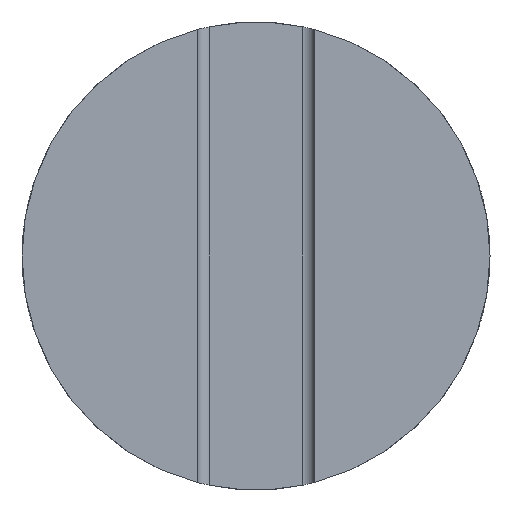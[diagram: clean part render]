
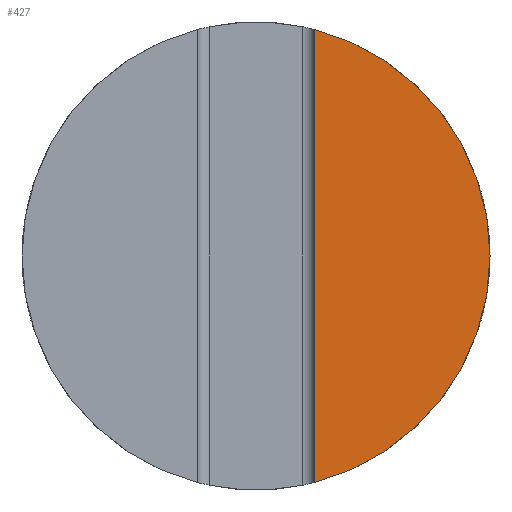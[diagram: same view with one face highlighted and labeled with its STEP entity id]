
A CAD part, front view. The second image highlights one B-rep face of the part: STEP entity #427.
In plain terms, the highlighted planar face has unit normal (0, -1, 0).
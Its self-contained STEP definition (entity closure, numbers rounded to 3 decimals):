
#92 = VERTEX_POINT('',#93);
#93 = CARTESIAN_POINT('',(10.,-15.,0.));
#99 = EDGE_CURVE('',#92,#100,#102,.T.);
#100 = VERTEX_POINT('',#101);
#101 = CARTESIAN_POINT('',(2.5,-15.,9.682));
#102 = CIRCLE('',#103,10.);
#103 = AXIS2_PLACEMENT_3D('',#104,#105,#106);
#104 = CARTESIAN_POINT('',(0.,-15.,0.));
#105 = DIRECTION('',(0.,-1.,0.));
#106 = DIRECTION('',(1.,0.,0.));
#222 = VERTEX_POINT('',#223);
#223 = CARTESIAN_POINT('',(2.5,-15.,-9.682));
#229 = EDGE_CURVE('',#222,#92,#230,.T.);
#230 = CIRCLE('',#231,10.);
#231 = AXIS2_PLACEMENT_3D('',#232,#233,#234);
#232 = CARTESIAN_POINT('',(0.,-15.,0.));
#233 = DIRECTION('',(0.,-1.,0.));
#234 = DIRECTION('',(1.,0.,0.));
#427 = ADVANCED_FACE('',(#428),#438,.F.);
#428 = FACE_BOUND('',#429,.F.);
#429 = EDGE_LOOP('',(#430,#431,#432));
#430 = ORIENTED_EDGE('',*,*,#99,.F.);
#431 = ORIENTED_EDGE('',*,*,#229,.F.);
#432 = ORIENTED_EDGE('',*,*,#433,.F.);
#433 = EDGE_CURVE('',#100,#222,#434,.T.);
#434 = LINE('',#435,#436);
#435 = CARTESIAN_POINT('',(2.5,-15.,12.61));
#436 = VECTOR('',#437,1.);
#437 = DIRECTION('',(0.,0.,-1.));
#438 = PLANE('',#439);
#439 = AXIS2_PLACEMENT_3D('',#440,#441,#442);
#440 = CARTESIAN_POINT('',(0.,-15.,0.)
  );
#441 = DIRECTION('',(0.,1.,0.));
#442 = DIRECTION('',(0.,0.,1.));
